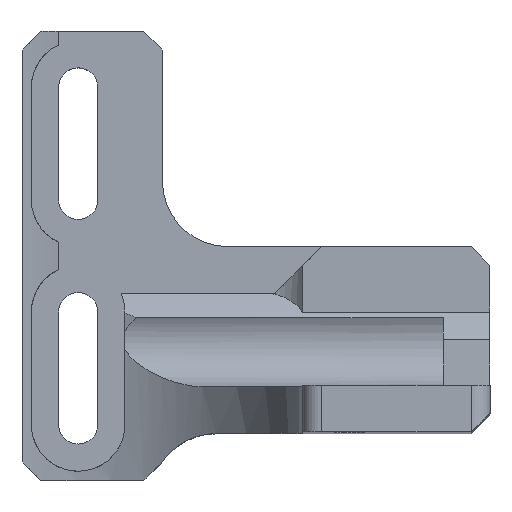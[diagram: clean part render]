
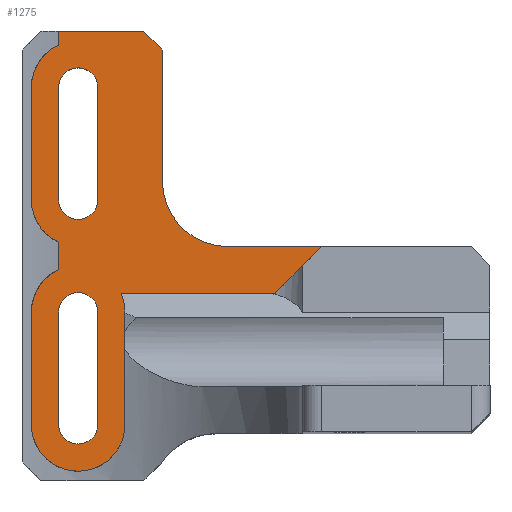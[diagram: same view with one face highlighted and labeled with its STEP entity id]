
A CAD part, top view. The second image highlights one B-rep face of the part: STEP entity #1275.
In plain terms, the highlighted planar face has unit normal (0, 0, 1).
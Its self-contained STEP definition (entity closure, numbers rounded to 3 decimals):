
#15=FACE_BOUND('',#195,.T.);
#16=FACE_BOUND('',#196,.T.);
#32=CIRCLE('',#1354,5.);
#34=CIRCLE('',#1358,5.);
#35=CIRCLE('',#1361,5.);
#36=CIRCLE('',#1363,5.);
#37=CIRCLE('',#1366,5.);
#38=CIRCLE('',#1368,7.);
#39=CIRCLE('',#1369,2.1);
#40=CIRCLE('',#1370,2.1);
#41=CIRCLE('',#1371,2.1);
#42=CIRCLE('',#1372,2.1);
#77=PLANE('',#1367);
#126=FACE_OUTER_BOUND('',#194,.T.);
#194=EDGE_LOOP('',(#906,#907,#908,#909,#910,#911,#912,#913,#914,#915,#916,
#917,#918,#919,#920,#921,#922));
#195=EDGE_LOOP('',(#923,#924,#925,#926));
#196=EDGE_LOOP('',(#927,#928,#929,#930));
#264=LINE('',#1847,#399);
#272=LINE('',#1869,#407);
#278=LINE('',#1904,#413);
#284=LINE('',#1939,#419);
#287=LINE('',#1956,#422);
#288=LINE('',#1958,#423);
#289=LINE('',#1962,#424);
#290=LINE('',#1964,#425);
#291=LINE('',#1966,#426);
#292=LINE('',#1967,#427);
#293=LINE('',#1968,#428);
#294=LINE('',#1973,#429);
#295=LINE('',#1976,#430);
#296=LINE('',#1981,#431);
#297=LINE('',#1984,#432);
#399=VECTOR('',#1476,10.);
#407=VECTOR('',#1494,10.);
#413=VECTOR('',#1508,10.);
#419=VECTOR('',#1524,10.);
#422=VECTOR('',#1533,10.);
#423=VECTOR('',#1534,10.);
#424=VECTOR('',#1537,10.);
#425=VECTOR('',#1538,10.);
#426=VECTOR('',#1539,10.);
#427=VECTOR('',#1540,10.);
#428=VECTOR('',#1541,10.);
#429=VECTOR('',#1544,10.);
#430=VECTOR('',#1547,10.);
#431=VECTOR('',#1550,10.);
#432=VECTOR('',#1553,10.);
#543=VERTEX_POINT('',#1844);
#544=VERTEX_POINT('',#1846);
#552=VERTEX_POINT('',#1864);
#553=VERTEX_POINT('',#1868);
#558=VERTEX_POINT('',#1897);
#560=VERTEX_POINT('',#1903);
#562=VERTEX_POINT('',#1916);
#565=VERTEX_POINT('',#1930);
#566=VERTEX_POINT('',#1932);
#568=VERTEX_POINT('',#1938);
#570=VERTEX_POINT('',#1943);
#571=VERTEX_POINT('',#1955);
#572=VERTEX_POINT('',#1957);
#573=VERTEX_POINT('',#1959);
#574=VERTEX_POINT('',#1961);
#575=VERTEX_POINT('',#1963);
#576=VERTEX_POINT('',#1965);
#577=VERTEX_POINT('',#1969);
#578=VERTEX_POINT('',#1970);
#579=VERTEX_POINT('',#1972);
#580=VERTEX_POINT('',#1974);
#581=VERTEX_POINT('',#1977);
#582=VERTEX_POINT('',#1978);
#583=VERTEX_POINT('',#1980);
#584=VERTEX_POINT('',#1982);
#671=EDGE_CURVE('',#544,#543,#264,.T.);
#680=EDGE_CURVE('',#544,#552,#32,.T.);
#682=EDGE_CURVE('',#552,#553,#272,.T.);
#688=EDGE_CURVE('',#553,#558,#34,.T.);
#691=EDGE_CURVE('',#558,#560,#278,.T.);
#694=EDGE_CURVE('',#560,#562,#35,.T.);
#698=EDGE_CURVE('',#565,#566,#36,.T.);
#701=EDGE_CURVE('',#566,#568,#284,.T.);
#705=EDGE_CURVE('',#568,#570,#37,.T.);
#706=EDGE_CURVE('',#543,#571,#287,.T.);
#707=EDGE_CURVE('',#571,#572,#288,.T.);
#708=EDGE_CURVE('',#573,#572,#38,.T.);
#709=EDGE_CURVE('',#573,#574,#289,.T.);
#710=EDGE_CURVE('',#575,#574,#290,.T.);
#711=EDGE_CURVE('',#575,#576,#291,.T.);
#712=EDGE_CURVE('',#576,#570,#292,.T.);
#713=EDGE_CURVE('',#565,#562,#293,.T.);
#714=EDGE_CURVE('',#577,#578,#39,.T.);
#715=EDGE_CURVE('',#578,#579,#294,.T.);
#716=EDGE_CURVE('',#579,#580,#40,.T.);
#717=EDGE_CURVE('',#577,#580,#295,.T.);
#718=EDGE_CURVE('',#581,#582,#41,.T.);
#719=EDGE_CURVE('',#583,#582,#296,.T.);
#720=EDGE_CURVE('',#584,#583,#42,.T.);
#721=EDGE_CURVE('',#581,#584,#297,.T.);
#906=ORIENTED_EDGE('',*,*,#706,.T.);
#907=ORIENTED_EDGE('',*,*,#707,.T.);
#908=ORIENTED_EDGE('',*,*,#708,.F.);
#909=ORIENTED_EDGE('',*,*,#709,.T.);
#910=ORIENTED_EDGE('',*,*,#710,.F.);
#911=ORIENTED_EDGE('',*,*,#711,.T.);
#912=ORIENTED_EDGE('',*,*,#712,.T.);
#913=ORIENTED_EDGE('',*,*,#705,.F.);
#914=ORIENTED_EDGE('',*,*,#701,.F.);
#915=ORIENTED_EDGE('',*,*,#698,.F.);
#916=ORIENTED_EDGE('',*,*,#713,.T.);
#917=ORIENTED_EDGE('',*,*,#694,.F.);
#918=ORIENTED_EDGE('',*,*,#691,.F.);
#919=ORIENTED_EDGE('',*,*,#688,.F.);
#920=ORIENTED_EDGE('',*,*,#682,.F.);
#921=ORIENTED_EDGE('',*,*,#680,.F.);
#922=ORIENTED_EDGE('',*,*,#671,.T.);
#923=ORIENTED_EDGE('',*,*,#714,.T.);
#924=ORIENTED_EDGE('',*,*,#715,.T.);
#925=ORIENTED_EDGE('',*,*,#716,.T.);
#926=ORIENTED_EDGE('',*,*,#717,.F.);
#927=ORIENTED_EDGE('',*,*,#718,.T.);
#928=ORIENTED_EDGE('',*,*,#719,.F.);
#929=ORIENTED_EDGE('',*,*,#720,.F.);
#930=ORIENTED_EDGE('',*,*,#721,.F.);
#1275=ADVANCED_FACE('',(#126,#15,#16),#77,.F.);
#1354=AXIS2_PLACEMENT_3D('',#1865,#1489,#1490);
#1358=AXIS2_PLACEMENT_3D('',#1898,#1502,#1503);
#1361=AXIS2_PLACEMENT_3D('',#1917,#1512,#1513);
#1363=AXIS2_PLACEMENT_3D('',#1933,#1518,#1519);
#1366=AXIS2_PLACEMENT_3D('',#1953,#1529,#1530);
#1367=AXIS2_PLACEMENT_3D('',#1954,#1531,#1532);
#1368=AXIS2_PLACEMENT_3D('',#1960,#1535,#1536);
#1369=AXIS2_PLACEMENT_3D('',#1971,#1542,#1543);
#1370=AXIS2_PLACEMENT_3D('',#1975,#1545,#1546);
#1371=AXIS2_PLACEMENT_3D('',#1979,#1548,#1549);
#1372=AXIS2_PLACEMENT_3D('',#1983,#1551,#1552);
#1476=DIRECTION('',(1.,0.,0.));
#1489=DIRECTION('center_axis',(0.,0.,-1.));
#1490=DIRECTION('ref_axis',(-1.,0.,0.));
#1494=DIRECTION('',(0.,-1.,0.));
#1502=DIRECTION('center_axis',(0.,0.,-1.));
#1503=DIRECTION('ref_axis',(1.,0.,0.));
#1508=DIRECTION('',(0.,1.,0.));
#1512=DIRECTION('center_axis',(0.,0.,-1.));
#1513=DIRECTION('ref_axis',(-1.,0.,0.));
#1518=DIRECTION('center_axis',(0.,0.,-1.));
#1519=DIRECTION('ref_axis',(1.,0.,0.));
#1524=DIRECTION('',(0.,1.,0.));
#1529=DIRECTION('center_axis',(0.,0.,-1.));
#1530=DIRECTION('ref_axis',(-1.,0.,0.));
#1531=DIRECTION('center_axis',(0.,0.,-1.));
#1532=DIRECTION('ref_axis',(1.,0.,0.));
#1533=DIRECTION('',(0.707,0.707,0.));
#1534=DIRECTION('',(-1.,0.,0.));
#1535=DIRECTION('center_axis',(0.,0.,1.));
#1536=DIRECTION('ref_axis',(-0.707,-0.707,0.));
#1537=DIRECTION('',(0.,1.,0.));
#1538=DIRECTION('',(0.707,-0.707,0.));
#1539=DIRECTION('',(-1.,0.,0.));
#1540=DIRECTION('',(0.,-1.,0.));
#1541=DIRECTION('',(0.,-1.,0.));
#1542=DIRECTION('center_axis',(0.,0.,-1.));
#1543=DIRECTION('ref_axis',(-1.,0.,0.));
#1544=DIRECTION('',(0.,-1.,0.));
#1545=DIRECTION('center_axis',(0.,0.,-1.));
#1546=DIRECTION('ref_axis',(1.,0.,0.));
#1547=DIRECTION('',(0.,-1.,0.));
#1548=DIRECTION('center_axis',(0.,0.,-1.));
#1549=DIRECTION('ref_axis',(-1.,0.,0.));
#1550=DIRECTION('',(0.,1.,0.));
#1551=DIRECTION('center_axis',(0.,0.,1.));
#1552=DIRECTION('ref_axis',(1.,0.,0.));
#1553=DIRECTION('',(0.,-1.,0.));
#1844=CARTESIAN_POINT('',(261.788,13.751,-77.));
#1846=CARTESIAN_POINT('',(245.37,13.751,-77.));
#1847=CARTESIAN_POINT('',(264.788,13.751,-77.));
#1864=CARTESIAN_POINT('',(245.788,11.751,-77.));
#1865=CARTESIAN_POINT('Origin',(240.788,11.751,-77.));
#1868=CARTESIAN_POINT('',(245.788,-0.249,-77.));
#1869=CARTESIAN_POINT('',(245.788,8.751,-77.));
#1897=CARTESIAN_POINT('',(235.788,-0.249,-77.));
#1898=CARTESIAN_POINT('Origin',(240.788,-0.249,-77.));
#1903=CARTESIAN_POINT('',(235.788,11.751,-77.));
#1904=CARTESIAN_POINT('',(235.788,14.751,-77.));
#1916=CARTESIAN_POINT('',(238.688,16.289,-77.));
#1917=CARTESIAN_POINT('Origin',(240.788,11.751,-77.));
#1930=CARTESIAN_POINT('',(238.688,19.214,-77.));
#1932=CARTESIAN_POINT('',(235.788,23.751,-77.));
#1933=CARTESIAN_POINT('Origin',(240.788,23.751,-77.));
#1938=CARTESIAN_POINT('',(235.788,35.751,-77.));
#1939=CARTESIAN_POINT('',(235.788,26.751,-77.));
#1943=CARTESIAN_POINT('',(238.688,40.289,-77.));
#1953=CARTESIAN_POINT('Origin',(240.788,35.751,-77.));
#1954=CARTESIAN_POINT('Origin',(249.788,17.751,-77.));
#1955=CARTESIAN_POINT('',(266.788,18.751,-77.));
#1956=CARTESIAN_POINT('',(261.788,13.751,-77.));
#1957=CARTESIAN_POINT('',(256.788,18.751,-77.));
#1958=CARTESIAN_POINT('',(234.788,18.751,-77.));
#1959=CARTESIAN_POINT('',(249.788,25.751,-77.));
#1960=CARTESIAN_POINT('Origin',(256.788,25.751,-77.));
#1961=CARTESIAN_POINT('',(249.788,39.751,-77.));
#1962=CARTESIAN_POINT('',(249.788,41.751,-77.));
#1963=CARTESIAN_POINT('',(247.788,41.751,-77.));
#1964=CARTESIAN_POINT('',(254.788,34.751,-77.));
#1965=CARTESIAN_POINT('',(238.688,41.751,-77.));
#1966=CARTESIAN_POINT('',(234.788,41.751,-77.));
#1967=CARTESIAN_POINT('',(238.688,8.751,-77.));
#1968=CARTESIAN_POINT('',(238.688,8.751,-77.));
#1969=CARTESIAN_POINT('',(238.688,35.751,-77.));
#1970=CARTESIAN_POINT('',(242.888,35.751,-77.));
#1971=CARTESIAN_POINT('Origin',(240.788,35.751,-77.));
#1972=CARTESIAN_POINT('',(242.888,23.751,-77.));
#1973=CARTESIAN_POINT('',(242.888,35.751,-77.));
#1974=CARTESIAN_POINT('',(238.688,23.751,-77.));
#1975=CARTESIAN_POINT('Origin',(240.788,23.751,-77.));
#1976=CARTESIAN_POINT('',(238.688,8.751,-77.));
#1977=CARTESIAN_POINT('',(238.688,11.751,-77.));
#1978=CARTESIAN_POINT('',(242.888,11.751,-77.));
#1979=CARTESIAN_POINT('Origin',(240.788,11.751,-77.));
#1980=CARTESIAN_POINT('',(242.888,-0.249,-77.));
#1981=CARTESIAN_POINT('',(242.888,14.751,-77.));
#1982=CARTESIAN_POINT('',(238.688,-0.249,-77.));
#1983=CARTESIAN_POINT('Origin',(240.788,-0.249,-77.));
#1984=CARTESIAN_POINT('',(238.688,8.751,-77.));
